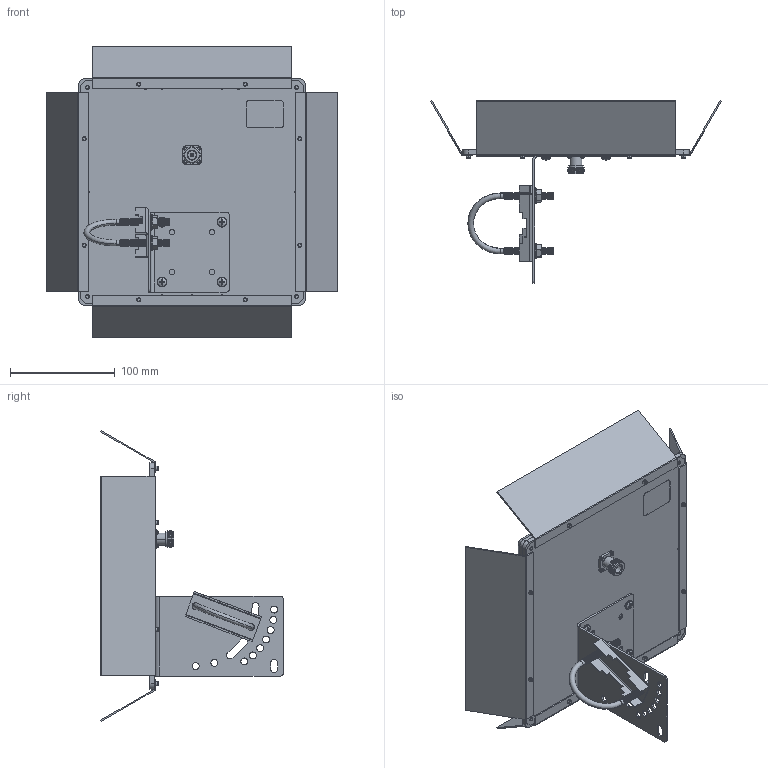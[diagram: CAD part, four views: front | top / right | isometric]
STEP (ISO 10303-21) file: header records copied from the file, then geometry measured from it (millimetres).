
FILE_DESCRIPTION (( 'STEP AP203' ), '1' );
FILE_NAME ('HG2416P.STEP', '2011-05-31T12:41:42', ( 'x' ), ( 'Microsoft' ), 'SwSTEP 2.0', 'SolidWorks 2010', '' );
FILE_SCHEMA (( 'CONFIG_CONTROL_DESIGN' ));
Length unit declared in the file: inch
Products named in the file (10): HGX-PMT06; HGX-PMT07; 10-24x.5 PHP_MS; HG2416P; XF132-1001110; XF117-1001010; XF129-01; XANF-4010; HG2416P_Thead; HG2416P_POPrivot
Assembly tree (25 placements, depth 2):
  HG2416P
    10-24x.5 PHP_MS  x4
    HG2416P_POPrivot  x8
    XF129-01  x4
    HGX-PMT07
    XF117-1001010
    HG2416P_Thead  x4
    XANF-4010
    XF132-1001110
    HGX-PMT06
Bounding box: 277.28 x 174.15 x 277.28 mm (x, y, z)
Volume: 232329.8 mm3; surface area: 381182 mm2
Topology: 33 solids, 34 shells, 1522 faces, 3408 edges, 2001 vertices
Faces by surface type: cone 704, plane 358, cylinder 355, torus 94, bspline 11
Entity records: 33488 total; most frequent: CARTESIAN_POINT 6654, DIRECTION 5741, ORIENTED_EDGE 4966, EDGE_CURVE 2489, AXIS2_PLACEMENT_3D 2240, VERTEX_POINT 1489, LINE 1261, VECTOR 1261
